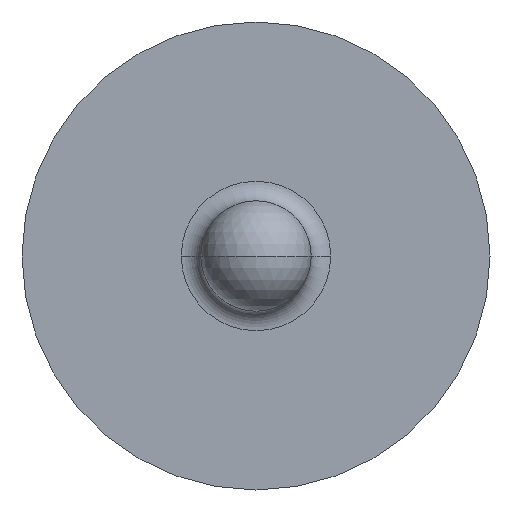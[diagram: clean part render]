
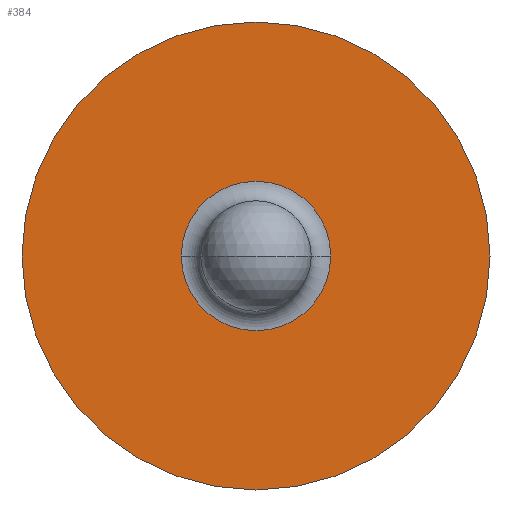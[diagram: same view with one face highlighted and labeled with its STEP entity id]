
A CAD part, left-side view. The second image highlights one B-rep face of the part: STEP entity #384.
In plain terms, the highlighted planar face has unit normal (-1, 0, 0).
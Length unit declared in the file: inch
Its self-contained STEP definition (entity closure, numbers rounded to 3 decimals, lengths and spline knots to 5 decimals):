
#25 = EDGE_CURVE ( 'NONE', #272, #382, #671, .T. ) ;
#53 = PLANE ( 'NONE',  #523 ) ;
#61 = VERTEX_POINT ( 'NONE', #581 ) ;
#70 = CARTESIAN_POINT ( 'NONE',  ( 0.069, -0.036, 0. ) ) ;
#85 = AXIS2_PLACEMENT_3D ( 'NONE', #539, #129, #399 ) ;
#110 = ORIENTED_EDGE ( 'NONE', *, *, #401, .F. ) ;
#123 = AXIS2_PLACEMENT_3D ( 'NONE', #474, #568, #537 ) ;
#129 = DIRECTION ( 'NONE',  ( -1., 0., 0. ) ) ;
#144 = AXIS2_PLACEMENT_3D ( 'NONE', #528, #204, #267 ) ;
#154 = CARTESIAN_POINT ( 'NONE',  ( 0.069, 0.036, 0. ) ) ;
#159 = DIRECTION ( 'NONE',  ( 0., 1., 0. ) ) ;
#189 = CARTESIAN_POINT ( 'NONE',  ( 0.069, 0., 0. ) ) ;
#204 = DIRECTION ( 'NONE',  ( -1., 0., 0. ) ) ;
#207 = CIRCLE ( 'NONE', #144, 0.0115 ) ;
#212 = ORIENTED_EDGE ( 'NONE', *, *, #25, .T. ) ;
#229 = EDGE_CURVE ( 'NONE', #410, #61, #207, .T. ) ;
#244 = DIRECTION ( 'NONE',  ( -1., 0., 0. ) ) ;
#267 = DIRECTION ( 'NONE',  ( 0., -1., 0. ) ) ;
#272 = VERTEX_POINT ( 'NONE', #70 ) ;
#319 = CARTESIAN_POINT ( 'NONE',  ( 0.069, -0.0115, 0. ) ) ;
#382 = VERTEX_POINT ( 'NONE', #154 ) ;
#384 = ADVANCED_FACE ( 'NONE', ( #422, #534 ), #53, .F. ) ;
#399 = DIRECTION ( 'NONE',  ( 0., -1., 0. ) ) ;
#401 = EDGE_CURVE ( 'NONE', #61, #410, #595, .T. ) ;
#410 = VERTEX_POINT ( 'NONE', #319 ) ;
#419 = DIRECTION ( 'NONE',  ( 0., -1., 0. ) ) ;
#422 = FACE_BOUND ( 'NONE', #552, .T. ) ;
#439 = CIRCLE ( 'NONE', #513, 0.036 ) ;
#455 = EDGE_CURVE ( 'NONE', #382, #272, #439, .T. ) ;
#463 = EDGE_LOOP ( 'NONE', ( #212, #505 ) ) ;
#474 = CARTESIAN_POINT ( 'NONE',  ( 0.069, 0., 0. ) ) ;
#475 = ORIENTED_EDGE ( 'NONE', *, *, #229, .F. ) ;
#505 = ORIENTED_EDGE ( 'NONE', *, *, #455, .T. ) ;
#513 = AXIS2_PLACEMENT_3D ( 'NONE', #189, #244, #419 ) ;
#523 = AXIS2_PLACEMENT_3D ( 'NONE', #613, #616, #159 ) ;
#528 = CARTESIAN_POINT ( 'NONE',  ( 0.069, 0., 0. ) ) ;
#534 = FACE_OUTER_BOUND ( 'NONE', #463, .T. ) ;
#537 = DIRECTION ( 'NONE',  ( 0., -1., 0. ) ) ;
#539 = CARTESIAN_POINT ( 'NONE',  ( 0.069, 0., 0. ) ) ;
#552 = EDGE_LOOP ( 'NONE', ( #475, #110 ) ) ;
#568 = DIRECTION ( 'NONE',  ( -1., 0., 0. ) ) ;
#581 = CARTESIAN_POINT ( 'NONE',  ( 0.069, 0.0115, 0. ) ) ;
#595 = CIRCLE ( 'NONE', #123, 0.0115 ) ;
#613 = CARTESIAN_POINT ( 'NONE',  ( 0.069, 0.036, 0. ) ) ;
#616 = DIRECTION ( 'NONE',  ( 1., 0., 0. ) ) ;
#671 = CIRCLE ( 'NONE', #85, 0.036 ) ;
